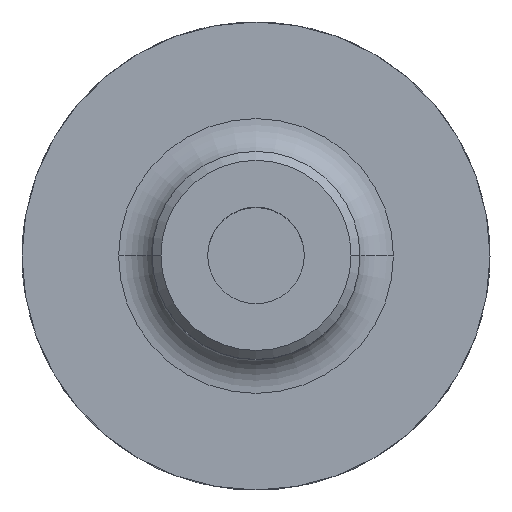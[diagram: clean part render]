
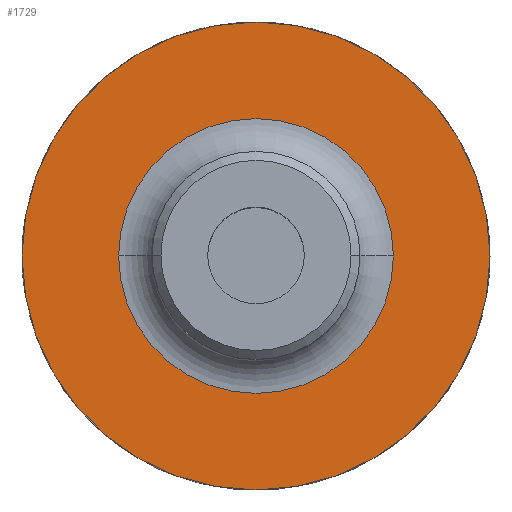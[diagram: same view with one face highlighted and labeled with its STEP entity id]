
A CAD part, top view. The second image highlights one B-rep face of the part: STEP entity #1729.
In plain terms, the highlighted planar face has unit normal (0, 0, 1).
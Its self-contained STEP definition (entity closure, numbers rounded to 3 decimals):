
#2 = DIRECTION ( 'NONE',  ( -1., 0., 0. ) ) ;
#80 = CARTESIAN_POINT ( 'NONE',  ( -31.5, 0., 27. ) ) ;
#101 = VERTEX_POINT ( 'NONE', #622 ) ;
#106 = AXIS2_PLACEMENT_3D ( 'NONE', #1007, #149, #614 ) ;
#135 = CIRCLE ( 'NONE', #206, 31.5 ) ;
#140 = VERTEX_POINT ( 'NONE', #1463 ) ;
#149 = DIRECTION ( 'NONE',  ( 0., 0., -1. ) ) ;
#152 = FACE_BOUND ( 'NONE', #905, .T. ) ;
#179 = DIRECTION ( 'NONE',  ( -1., 0., 0. ) ) ;
#188 = ORIENTED_EDGE ( 'NONE', *, *, #698, .T. ) ;
#206 = AXIS2_PLACEMENT_3D ( 'NONE', #669, #1373, #242 ) ;
#242 = DIRECTION ( 'NONE',  ( -1., 0., 0. ) ) ;
#315 = CARTESIAN_POINT ( 'NONE',  ( 0., 0., 27. ) ) ;
#327 = CARTESIAN_POINT ( 'NONE',  ( 0., 0., 27. ) ) ;
#333 = CIRCLE ( 'NONE', #755, 18.5 ) ;
#340 = DIRECTION ( 'NONE',  ( -1., 0., 0. ) ) ;
#400 = CIRCLE ( 'NONE', #106, 18.5 ) ;
#467 = FACE_OUTER_BOUND ( 'NONE', #1053, .T. ) ;
#521 = ORIENTED_EDGE ( 'NONE', *, *, #640, .F. ) ;
#572 = CARTESIAN_POINT ( 'NONE',  ( 0., 0., 27. ) ) ;
#610 = DIRECTION ( 'NONE',  ( 0., 0., -1. ) ) ;
#614 = DIRECTION ( 'NONE',  ( -1., 0., 0. ) ) ;
#622 = CARTESIAN_POINT ( 'NONE',  ( 31.5, 0., 27. ) ) ;
#640 = EDGE_CURVE ( 'NONE', #1301, #101, #1202, .T. ) ;
#662 = ORIENTED_EDGE ( 'NONE', *, *, #1131, .T. ) ;
#669 = CARTESIAN_POINT ( 'NONE',  ( 0., 0., 27. ) ) ;
#698 = EDGE_CURVE ( 'NONE', #140, #1568, #400, .T. ) ;
#709 = AXIS2_PLACEMENT_3D ( 'NONE', #315, #1740, #179 ) ;
#755 = AXIS2_PLACEMENT_3D ( 'NONE', #327, #610, #340 ) ;
#850 = EDGE_CURVE ( 'NONE', #101, #1301, #135, .T. ) ;
#855 = ORIENTED_EDGE ( 'NONE', *, *, #850, .F. ) ;
#905 = EDGE_LOOP ( 'NONE', ( #188, #662 ) ) ;
#965 = CARTESIAN_POINT ( 'NONE',  ( 18.5, 0., 27. ) ) ;
#1007 = CARTESIAN_POINT ( 'NONE',  ( 0., 0., 27. ) ) ;
#1053 = EDGE_LOOP ( 'NONE', ( #521, #855 ) ) ;
#1131 = EDGE_CURVE ( 'NONE', #1568, #140, #333, .T. ) ;
#1202 = CIRCLE ( 'NONE', #709, 31.5 ) ;
#1301 = VERTEX_POINT ( 'NONE', #80 ) ;
#1373 = DIRECTION ( 'NONE',  ( 0., 0., -1. ) ) ;
#1427 = PLANE ( 'NONE',  #1820 ) ;
#1463 = CARTESIAN_POINT ( 'NONE',  ( -18.5, 0., 27. ) ) ;
#1568 = VERTEX_POINT ( 'NONE', #965 ) ;
#1708 = DIRECTION ( 'NONE',  ( 0., 0., -1. ) ) ;
#1729 = ADVANCED_FACE ( 'NONE', ( #152, #467 ), #1427, .F. ) ;
#1740 = DIRECTION ( 'NONE',  ( 0., 0., -1. ) ) ;
#1820 = AXIS2_PLACEMENT_3D ( 'NONE', #572, #1708, #2 ) ;
